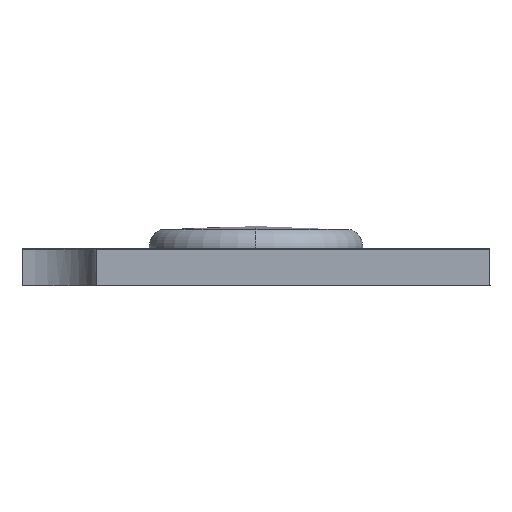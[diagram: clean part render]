
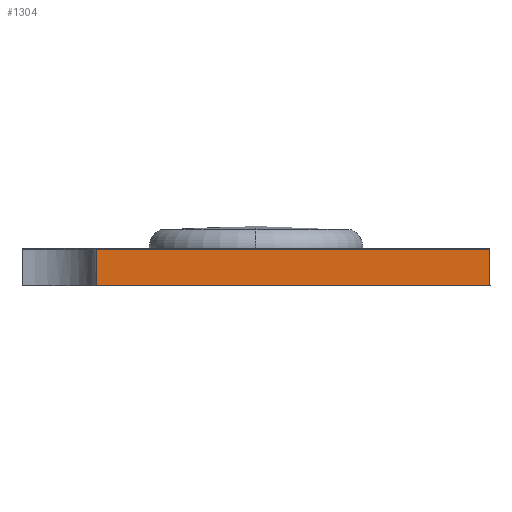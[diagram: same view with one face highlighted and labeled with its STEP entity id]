
A CAD part, front view. The second image highlights one B-rep face of the part: STEP entity #1304.
In plain terms, the highlighted planar face has unit normal (0, -1, 0).
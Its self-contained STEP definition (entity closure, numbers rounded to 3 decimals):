
#64 = EDGE_CURVE ( 'NONE', #3048, #3059, #2723, .T. ) ;
#218 = DIRECTION ( 'NONE',  ( 0., 0., -1. ) ) ;
#228 = FACE_OUTER_BOUND ( 'NONE', #568, .T. ) ;
#339 = EDGE_CURVE ( 'NONE', #2476, #3048, #2553, .T. ) ;
#348 = AXIS2_PLACEMENT_3D ( 'NONE', #3642, #1788, #3954 ) ;
#514 = EDGE_CURVE ( 'NONE', #1437, #3059, #1134, .T. ) ;
#568 = EDGE_LOOP ( 'NONE', ( #2860, #615, #1615, #2514 ) ) ;
#615 = ORIENTED_EDGE ( 'NONE', *, *, #514, .F. ) ;
#637 = CARTESIAN_POINT ( 'NONE',  ( 8.945, -6.319, 12.998 ) ) ;
#647 = B_SPLINE_CURVE_WITH_KNOTS ( 'NONE', 3,
 ( #2736, #3657, #1200, #3376 ),
 .UNSPECIFIED., .F., .F.,
 ( 4, 4 ),
 ( 0., 1. ),
 .UNSPECIFIED. ) ;
#782 = VECTOR ( 'NONE', #218, 1000. ) ;
#831 = CARTESIAN_POINT ( 'NONE',  ( -1.555, -6.319, 12.033 ) ) ;
#1033 = VECTOR ( 'NONE', #1244, 1000. ) ;
#1134 = LINE ( 'NONE', #637, #1033 ) ;
#1200 = CARTESIAN_POINT ( 'NONE',  ( 5.445, -6.318, 12.998 ) ) ;
#1244 = DIRECTION ( 'NONE',  ( 0., 0., -1. ) ) ;
#1304 = ADVANCED_FACE ( 'NONE', ( #228 ), #2407, .F. ) ;
#1437 = VERTEX_POINT ( 'NONE', #2980 ) ;
#1615 = ORIENTED_EDGE ( 'NONE', *, *, #2662, .F. ) ;
#1788 = DIRECTION ( 'NONE',  ( 0., 1., 0. ) ) ;
#1916 = VECTOR ( 'NONE', #3003, 1000. ) ;
#2407 = PLANE ( 'NONE',  #348 ) ;
#2421 = CARTESIAN_POINT ( 'NONE',  ( -1.555, -6.319, 12.998 ) ) ;
#2476 = VERTEX_POINT ( 'NONE', #2908 ) ;
#2514 = ORIENTED_EDGE ( 'NONE', *, *, #339, .T. ) ;
#2553 = LINE ( 'NONE', #2421, #782 ) ;
#2563 = CARTESIAN_POINT ( 'NONE',  ( 8.945, -6.319, 12.033 ) ) ;
#2662 = EDGE_CURVE ( 'NONE', #2476, #1437, #647, .T. ) ;
#2723 = LINE ( 'NONE', #831, #1916 ) ;
#2736 = CARTESIAN_POINT ( 'NONE',  ( -1.555, -6.319, 12.998 ) ) ;
#2860 = ORIENTED_EDGE ( 'NONE', *, *, #64, .T. ) ;
#2908 = CARTESIAN_POINT ( 'NONE',  ( -1.555, -6.319, 12.998 ) ) ;
#2980 = CARTESIAN_POINT ( 'NONE',  ( 8.945, -6.319, 12.998 ) ) ;
#3003 = DIRECTION ( 'NONE',  ( 1., 0., 0. ) ) ;
#3048 = VERTEX_POINT ( 'NONE', #3252 ) ;
#3059 = VERTEX_POINT ( 'NONE', #2563 ) ;
#3252 = CARTESIAN_POINT ( 'NONE',  ( -1.555, -6.319, 12.033 ) ) ;
#3376 = CARTESIAN_POINT ( 'NONE',  ( 8.945, -6.319, 12.998 ) ) ;
#3642 = CARTESIAN_POINT ( 'NONE',  ( -1.555, -6.319, 12.998 ) ) ;
#3657 = CARTESIAN_POINT ( 'NONE',  ( 1.945, -6.318, 12.998 ) ) ;
#3954 = DIRECTION ( 'NONE',  ( 0., 0., 1. ) ) ;
